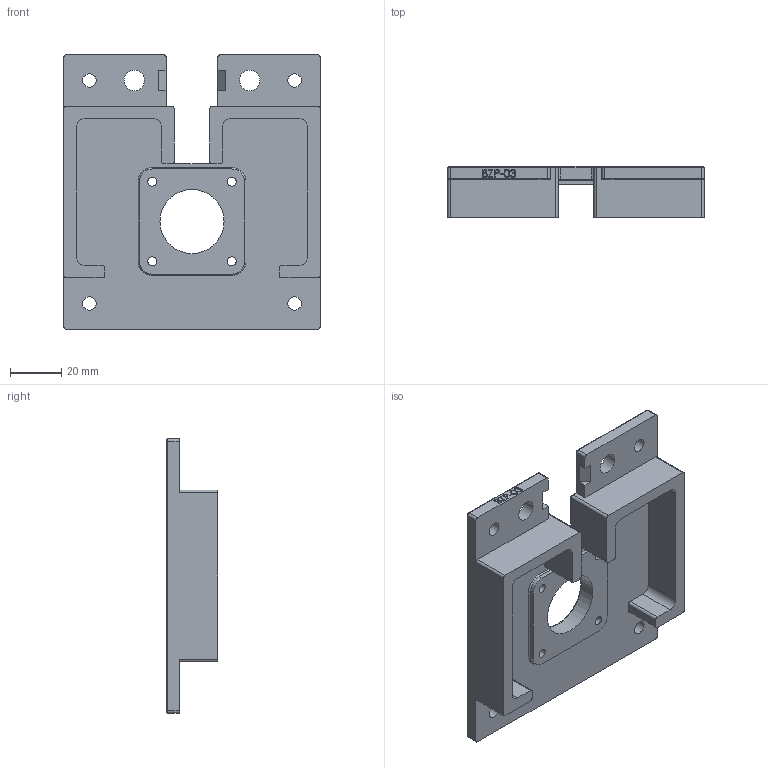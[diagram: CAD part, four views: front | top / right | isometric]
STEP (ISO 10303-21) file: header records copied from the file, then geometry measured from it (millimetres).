
FILE_DESCRIPTION(/* description */ (''),/* implementation_level */ '2;1');
FILE_NAME(/* name */ 'Back Z Motor Plate.step',/* time_stamp */ '2020-11-18T20:22:37+01:00',/* author */ (''),/* organization */ (''),/* preprocessor_version */ 'ST-DEVELOPER v18.1',/* originating_system */ 'Autodesk Translation Framework v9.3.0.1241',/* authorisation */ '');
FILE_SCHEMA (('AUTOMOTIVE_DESIGN { 1 0 10303 214 3 1 1 }'));
Length unit declared in the file: millimetre
Products named in the file (1): back_z_motor_plate_Back Z Motor Plate
Bounding box: 100 x 20 x 107 mm (x, y, z)
Volume: 68638.7 mm3; surface area: 30704 mm2
Topology: 1 solids, 1 shells, 197 faces, 519 edges, 335 vertices
Faces by surface type: plane 101, cylinder 43, bspline 38, cone 15
Full cylindrical faces by diameter (mm): 3.4 x4, 5.3 x4, 8 x2, 25 x1
Entity records: 8330 total; most frequent: CARTESIAN_POINT 3554, ORIENTED_EDGE 1038, DIRECTION 864, EDGE_CURVE 519, LINE 342, VECTOR 342, VERTEX_POINT 335, AXIS2_PLACEMENT_3D 261
